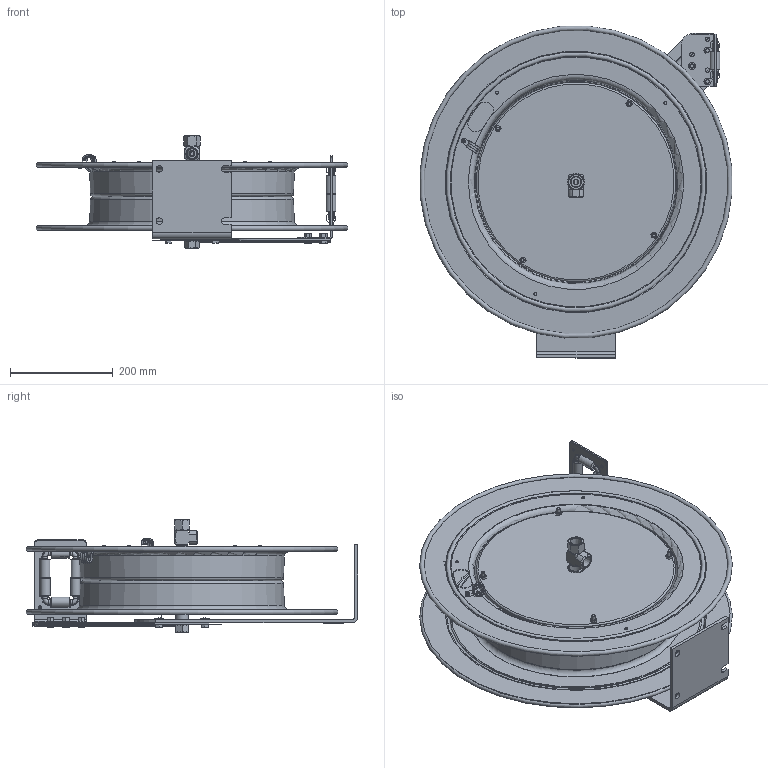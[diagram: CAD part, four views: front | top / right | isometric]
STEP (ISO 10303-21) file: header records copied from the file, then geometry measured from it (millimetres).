
FILE_DESCRIPTION((''),'2;1');
FILE_NAME('SH-[475,4100]-SHARED.stp','2013-03-22T14:01:10',('JKucera'),(''),'Autodesk Inventor 2013','Autodesk Inventor 2013','');
FILE_SCHEMA(('AUTOMOTIVE_DESIGN { 1 0 10303 214 1 1 1 1 }'));
Length unit declared in the file: inch
Products named in the file (1): SHL-N-4100_SHARED
Bounding box: 607.89 x 646.84 x 219.46 mm (x, y, z)
Surface area: 1655549.8 mm2 (no closed solid volume)
Topology: 0 solids, 123 shells, 302 faces, 3240 edges, 3025 vertices
Faces by surface type: plane 176, cylinder 77, torus 29, sphere 10, cone 9, bspline 1
Full cylindrical faces by diameter (mm): 4.826 x1, 6.35 x4, 7.112 x1, 10.414 x1, 12.7 x2, 19.05 x6, 20.574 x1, 20.625 x1, 25.362 x1, 388.62 x1
Entity records: 30865 total; most frequent: CARTESIAN_POINT 9304, ORIENTED_EDGE 3465, DIRECTION 3371, EDGE_CURVE 3182, VERTEX_POINT 3017, VECTOR 1741, LINE 1741, AXIS2_PLACEMENT_3D 815
